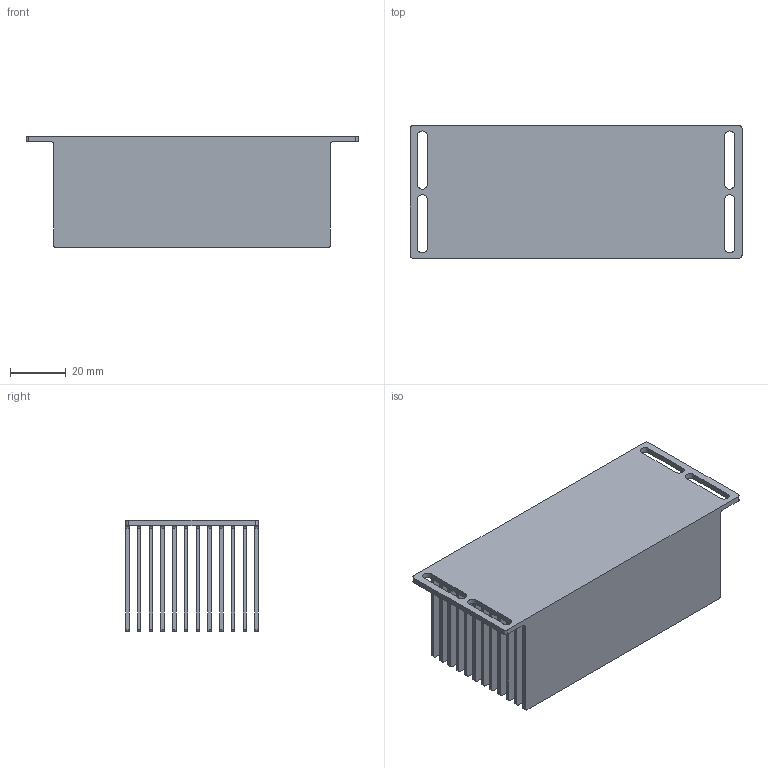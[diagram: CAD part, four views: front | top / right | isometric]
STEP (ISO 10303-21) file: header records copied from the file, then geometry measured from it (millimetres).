
FILE_DESCRIPTION(('HOOPS Exchange Step'),'2;1');
FILE_NAME('temp_export','2025-06-12T05:05:51-04:00',('Marton'),('Shapr3D Limited'),'HOOPS Exchange 2024.8','Shapr3D','Authorized');
FILE_SCHEMA( ('AP242_MANAGED_MODEL_BASED_3D_ENGINEERING_MIM_LF {1 0 10303 442 1 1 4}') );
Length unit declared in the file: millimetre
Products named in the file (7): Heatsink; Linear Pattern 03; Linear Pattern 02; Linear Pattern 01; DISSIPADOR GTBR-V1_11-12-2024.step; DDR5 RDIMM Heatsink Prototype 2 - Heatsink 6.step; root
Assembly tree (6 placements, depth 3):
  root
    DDR5 RDIMM Heatsink Prototype 2 - Heatsink 6.step
      Heatsink
      Linear Pattern 03
      Linear Pattern 02
      Linear Pattern 01
      DISSIPADOR GTBR-V1_11-12-2024.step
Bounding box: 118.8 x 47.4 x 40 mm (x, y, z)
Volume: 64856.5 mm3; surface area: 103068.5 mm2
Topology: 1 solids, 1 shells, 132 faces, 360 edges, 240 vertices
Faces by surface type: plane 72, cylinder 60
Entity records: 4406 total; most frequent: DIRECTION 772, CARTESIAN_POINT 746, ORIENTED_EDGE 720, EDGE_CURVE 360, AXIS2_PLACEMENT_3D 266, VERTEX_POINT 240, VECTOR 240, LINE 240
